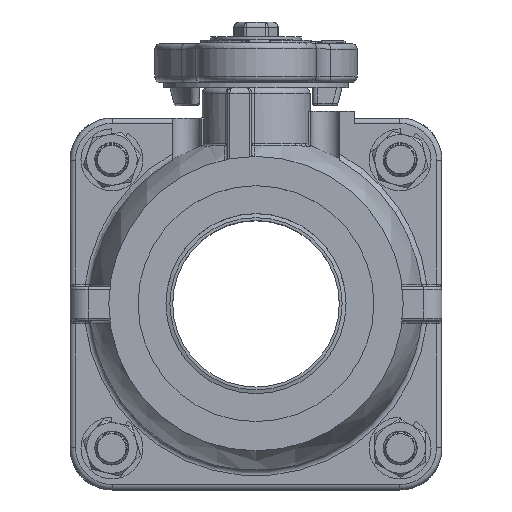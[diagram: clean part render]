
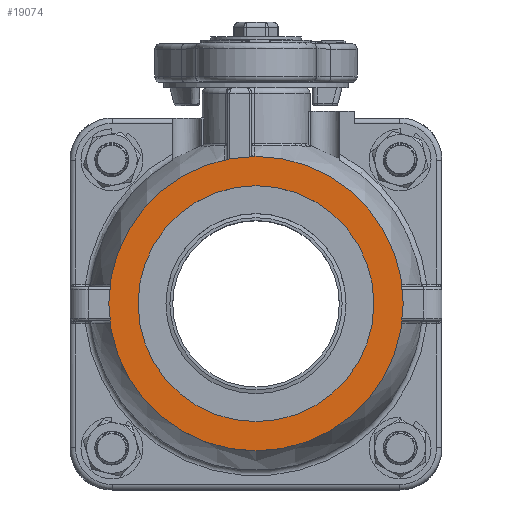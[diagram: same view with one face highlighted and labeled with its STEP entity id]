
A CAD part, top view. The second image highlights one B-rep face of the part: STEP entity #19074.
In plain terms, the highlighted face is planar.
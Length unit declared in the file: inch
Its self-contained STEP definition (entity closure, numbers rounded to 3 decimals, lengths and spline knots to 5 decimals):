
#1013=FACE_BOUND('',#2765,.T.);
#1561=FACE_OUTER_BOUND('',#2764,.T.);
#2764=EDGE_LOOP('',(#13455));
#2765=EDGE_LOOP('',(#13456));
#3923=CIRCLE('',#20576,1.635);
#4092=CIRCLE('',#20871,1.31);
#8094=VERTEX_POINT('',#28043);
#8266=VERTEX_POINT('',#29390);
#9900=EDGE_CURVE('',#8094,#8094,#3923,.T.);
#10208=EDGE_CURVE('',#8266,#8266,#4092,.T.);
#13455=ORIENTED_EDGE('',*,*,#9900,.T.);
#13456=ORIENTED_EDGE('',*,*,#10208,.F.);
#18420=PLANE('',#20870);
#19074=ADVANCED_FACE('',(#1561,#1013),#18420,.T.);
#20576=AXIS2_PLACEMENT_3D('',#28044,#22543,#22544);
#20870=AXIS2_PLACEMENT_3D('',#29389,#23231,#23232);
#20871=AXIS2_PLACEMENT_3D('',#29391,#23233,#23234);
#22543=DIRECTION('center_axis',(1.,0.,0.));
#22544=DIRECTION('ref_axis',(0.,1.,0.));
#23231=DIRECTION('center_axis',(1.,0.,0.));
#23232=DIRECTION('ref_axis',(0.,0.,-1.));
#23233=DIRECTION('center_axis',(1.,0.,0.));
#23234=DIRECTION('ref_axis',(0.,1.,0.));
#28043=CARTESIAN_POINT('',(1.925,-1.635,0.));
#28044=CARTESIAN_POINT('Origin',(1.925,0.,0.));
#29389=CARTESIAN_POINT('Origin',(1.925,1.4725,0.));
#29390=CARTESIAN_POINT('',(1.925,-1.31,0.));
#29391=CARTESIAN_POINT('Origin',(1.925,0.,0.));
